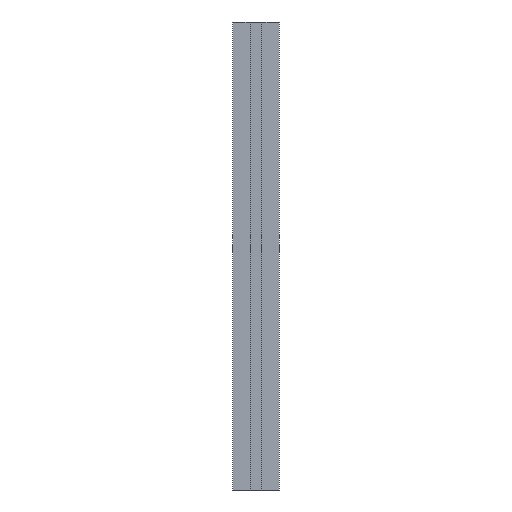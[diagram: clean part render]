
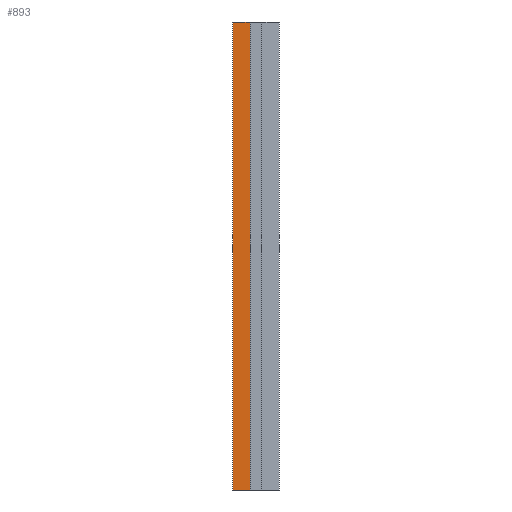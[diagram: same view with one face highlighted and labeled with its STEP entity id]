
A CAD part, front view. The second image highlights one B-rep face of the part: STEP entity #893.
In plain terms, the highlighted planar face has unit normal (0, -1, 0).
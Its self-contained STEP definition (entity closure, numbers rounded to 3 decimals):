
#31=FACE_OUTER_BOUND('',#77,.T.);
#77=EDGE_LOOP('',(#655,#656,#657,#658));
#143=LINE('',#1281,#259);
#178=LINE('',#1367,#294);
#180=LINE('',#1371,#296);
#181=LINE('',#1372,#297);
#259=VECTOR('',#1027,10.);
#294=VECTOR('',#1092,10.);
#296=VECTOR('',#1096,10.);
#297=VECTOR('',#1097,10.);
#377=VERTEX_POINT('',#1278);
#378=VERTEX_POINT('',#1280);
#414=VERTEX_POINT('',#1366);
#415=VERTEX_POINT('',#1370);
#465=EDGE_CURVE('',#378,#377,#143,.T.);
#508=EDGE_CURVE('',#414,#378,#178,.T.);
#510=EDGE_CURVE('',#415,#377,#180,.T.);
#511=EDGE_CURVE('',#415,#414,#181,.T.);
#655=ORIENTED_EDGE('',*,*,#465,.T.);
#656=ORIENTED_EDGE('',*,*,#510,.F.);
#657=ORIENTED_EDGE('',*,*,#511,.T.);
#658=ORIENTED_EDGE('',*,*,#508,.T.);
#853=PLANE('',#963);
#893=ADVANCED_FACE('',(#31),#853,.T.);
#963=AXIS2_PLACEMENT_3D('',#1369,#1094,#1095);
#1027=DIRECTION('',(-1.,0.,0.));
#1092=DIRECTION('',(0.,0.,1.));
#1094=DIRECTION('center_axis',(0.,-1.,0.));
#1095=DIRECTION('ref_axis',(1.,0.,0.));
#1096=DIRECTION('',(0.,0.,1.));
#1097=DIRECTION('',(1.,0.,0.));
#1278=CARTESIAN_POINT('',(0.,0.,200.));
#1280=CARTESIAN_POINT('',(7.5,0.,200.));
#1281=CARTESIAN_POINT('',(5.,0.,200.));
#1366=CARTESIAN_POINT('',(7.5,0.,0.));
#1367=CARTESIAN_POINT('',(7.5,0.,0.));
#1369=CARTESIAN_POINT('Origin',(0.,0.,0.));
#1370=CARTESIAN_POINT('',(0.,0.,0.));
#1371=CARTESIAN_POINT('',(0.,0.,0.));
#1372=CARTESIAN_POINT('',(0.,0.,0.));
